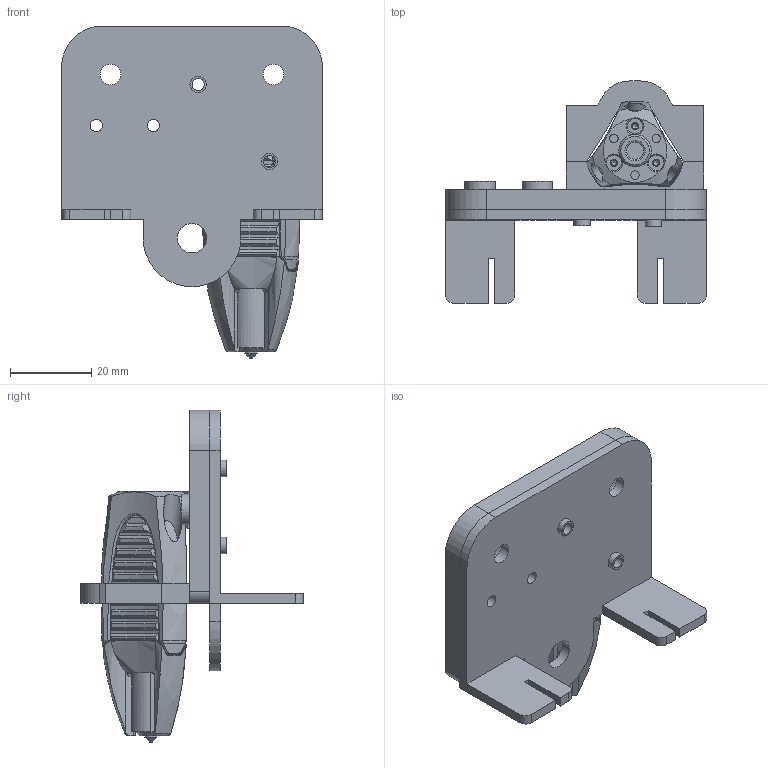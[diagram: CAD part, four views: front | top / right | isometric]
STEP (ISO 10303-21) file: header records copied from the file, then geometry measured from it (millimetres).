
FILE_DESCRIPTION(('HOOPS Exchange Step'),'2;1');
FILE_NAME('temp_export','2024-12-18T14:05:27+11:00',('mobile'),('Shapr3D Limited'),'HOOPS Exchange 2024.6','Shapr3D','Authorized');
FILE_SCHEMA( ('AP242_MANAGED_MODEL_BASED_3D_ENGINEERING_MIM_LF {1 0 10303 442 1 1 4 }') );
Length unit declared in the file: millimetre
Products named in the file (5): ender3_ad; INo Trident Mockup 032023; ender3_文件夹 333; ender3_v.STEP; root
Assembly tree (4 placements, depth 3):
  root
    ender3_v.STEP
      ender3_ad
      INo Trident Mockup 032023
      ender3_文件夹 333
Bounding box: 64 x 54.58 x 81.5 mm (x, y, z)
Volume: 37638 mm3; surface area: 25431.9 mm2
Topology: 4 solids, 8 shells, 669 faces, 1932 edges, 1236 vertices
Faces by surface type: plane 232, cylinder 229, cone 105, bspline 94, torus 9
Full cylindrical faces by diameter (mm): 2.05 x5, 2.8 x4, 3 x5, 3.3 x3, 3.5 x3, 3.8 x3, 4 x2, 4.2 x1, 5 x6, 5.4 x2, 6.4 x2, 7.2 x1, 7.5 x2, 8 x2, 10 x2
Entity records: 30490 total; most frequent: CARTESIAN_POINT 14439, ORIENTED_EDGE 3742, DIRECTION 2697, EDGE_CURVE 1871, VERTEX_POINT 1236, AXIS2_PLACEMENT_3D 1004, EDGE_LOOP 763, FACE_BOUND 763
